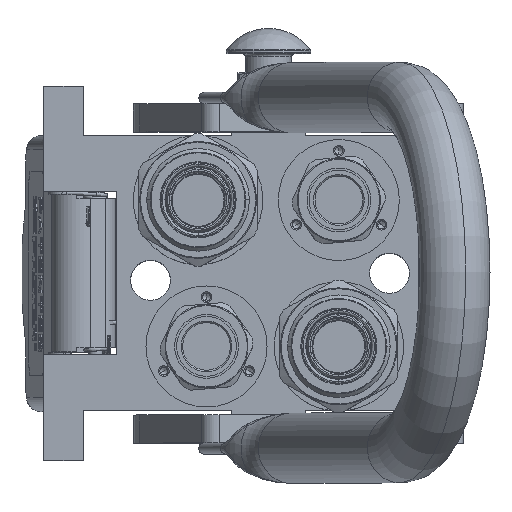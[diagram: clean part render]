
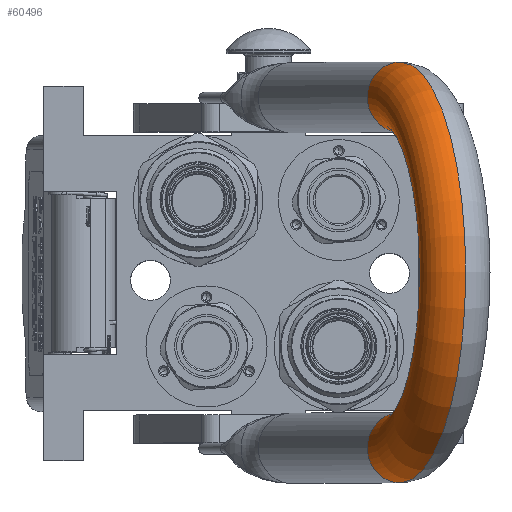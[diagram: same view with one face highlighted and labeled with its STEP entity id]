
A CAD part, top view. The second image highlights one B-rep face of the part: STEP entity #60496.
In plain terms, the highlighted toroidal (fillet/blend) face has major radius 62.25 mm and minor radius 12.5 mm.
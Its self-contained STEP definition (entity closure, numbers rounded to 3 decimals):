
#109 = DIRECTION ( 'NONE',  ( -1., 0., 0. ) ) ;
#696 = DIRECTION ( 'NONE',  ( 0., 0., -1. ) ) ;
#2693 = VERTEX_POINT ( 'NONE', #89275 ) ;
#3820 = CIRCLE ( 'NONE', #61265, 74.75 ) ;
#4016 = AXIS2_PLACEMENT_3D ( 'NONE', #6332, #28019, #103292 ) ;
#6332 = CARTESIAN_POINT ( 'NONE',  ( 0., 0., 125.25 ) ) ;
#6499 = VERTEX_POINT ( 'NONE', #59187 ) ;
#11505 = DIRECTION ( 'NONE',  ( -1., 0., 0. ) ) ;
#16841 = CIRCLE ( 'NONE', #113715, 12.5 ) ;
#19279 = ORIENTED_EDGE ( 'NONE', *, *, #25499, .F. ) ;
#19923 = ORIENTED_EDGE ( 'NONE', *, *, #30092, .T. ) ;
#25499 = EDGE_CURVE ( 'NONE', #2693, #6499, #16841, .T. ) ;
#28019 = DIRECTION ( 'NONE',  ( 0., 1., 0. ) ) ;
#29767 = EDGE_CURVE ( 'NONE', #128539, #6499, #102799, .T. ) ;
#30092 = EDGE_CURVE ( 'NONE', #81091, #128539, #69119, .T. ) ;
#34006 = ORIENTED_EDGE ( 'NONE', *, *, #29767, .T. ) ;
#40147 = AXIS2_PLACEMENT_3D ( 'NONE', #129036, #64675, #109 ) ;
#59187 = CARTESIAN_POINT ( 'NONE',  ( 49.75, 0., 125.25 ) ) ;
#60496 = ADVANCED_FACE ( 'NONE', ( #69501 ), #96325, .T. ) ;
#61265 = AXIS2_PLACEMENT_3D ( 'NONE', #129113, #120220, #11505 ) ;
#62853 = CARTESIAN_POINT ( 'NONE',  ( 0., 0., 125.25 ) ) ;
#64675 = DIRECTION ( 'NONE',  ( 0., 0., 1. ) ) ;
#69119 = CIRCLE ( 'NONE', #40147, 12.5 ) ;
#69501 = FACE_OUTER_BOUND ( 'NONE', #97140, .T. ) ;
#78861 = ORIENTED_EDGE ( 'NONE', *, *, #88057, .F. ) ;
#81091 = VERTEX_POINT ( 'NONE', #134531 ) ;
#84477 = DIRECTION ( 'NONE',  ( 1., 0., 0. ) ) ;
#88057 = EDGE_CURVE ( 'NONE', #81091, #2693, #3820, .T. ) ;
#89275 = CARTESIAN_POINT ( 'NONE',  ( 74.75, 0., 125.25 ) ) ;
#96325 = TOROIDAL_SURFACE ( 'NONE', #134297, 62.25, 12.5 ) ;
#97140 = EDGE_LOOP ( 'NONE', ( #34006, #19279, #78861, #19923 ) ) ;
#102799 = CIRCLE ( 'NONE', #4016, 49.75 ) ;
#103292 = DIRECTION ( 'NONE',  ( -1., 0., 0. ) ) ;
#106199 = CARTESIAN_POINT ( 'NONE',  ( 62.25, 0., 125.25 ) ) ;
#113715 = AXIS2_PLACEMENT_3D ( 'NONE', #106199, #696, #128258 ) ;
#120220 = DIRECTION ( 'NONE',  ( 0., 1., 0. ) ) ;
#126321 = DIRECTION ( 'NONE',  ( 0., 1., 0. ) ) ;
#128258 = DIRECTION ( 'NONE',  ( 1., 0., 0. ) ) ;
#128539 = VERTEX_POINT ( 'NONE', #139385 ) ;
#129036 = CARTESIAN_POINT ( 'NONE',  ( -62.25, 0., 125.25 ) ) ;
#129113 = CARTESIAN_POINT ( 'NONE',  ( 0., 0., 125.25 ) ) ;
#134297 = AXIS2_PLACEMENT_3D ( 'NONE', #62853, #126321, #84477 ) ;
#134531 = CARTESIAN_POINT ( 'NONE',  ( -74.75, 0., 125.25 ) ) ;
#139385 = CARTESIAN_POINT ( 'NONE',  ( -49.75, 0., 125.25 ) ) ;
